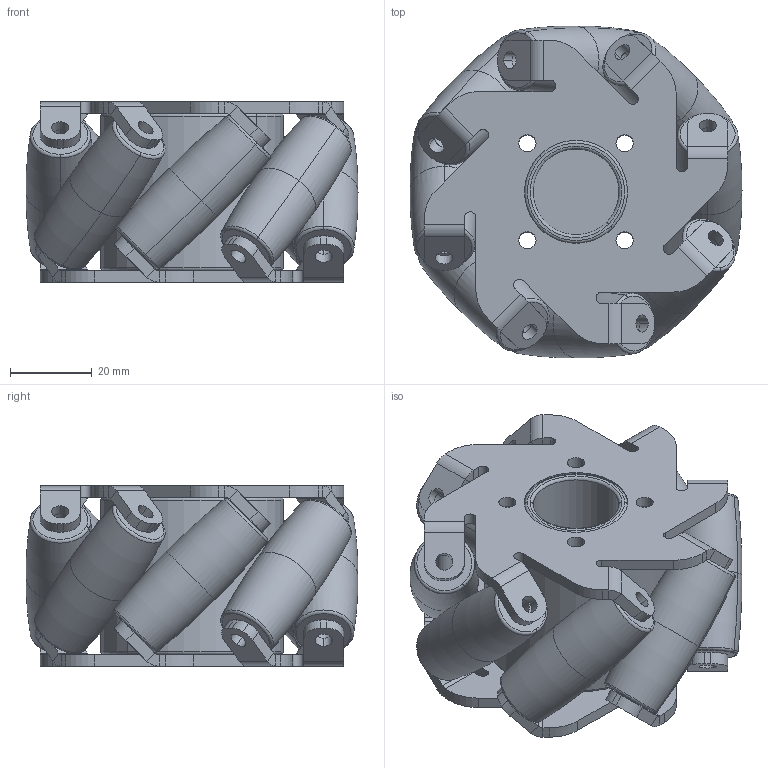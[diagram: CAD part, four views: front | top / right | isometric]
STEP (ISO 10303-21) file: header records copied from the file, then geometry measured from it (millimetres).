
FILE_DESCRIPTION (( 'STEP AP214' ), '1' );
FILE_NAME ('Assem9.STEP', '2022-12-30T19:34:59', ( '' ), ( '' ), 'SwSTEP 2.0', 'SolidWorks 2021', '' );
FILE_SCHEMA (( 'AUTOMOTIVE_DESIGN' ));
Length unit declared in the file: millimetre
Products named in the file (4): vasati; Roller; Frame; Assem9
Assembly tree (11 placements, depth 2):
  Assem9
    Frame  x2
    vasati
    Roller  x8
Bounding box: 81.2 x 81.2 x 44.1 mm (x, y, z)
Volume: 132528.3 mm3; surface area: 53272.4 mm2
Topology: 11 solids, 11 shells, 456 faces, 1107 edges, 676 vertices
Faces by surface type: cylinder 194, plane 188, torus 74
Entity records: 6684 total; most frequent: DIRECTION 1210, CARTESIAN_POINT 1197, ORIENTED_EDGE 1052, EDGE_CURVE 526, AXIS2_PLACEMENT_3D 465, VERTEX_POINT 324, LINE 280, VECTOR 280
